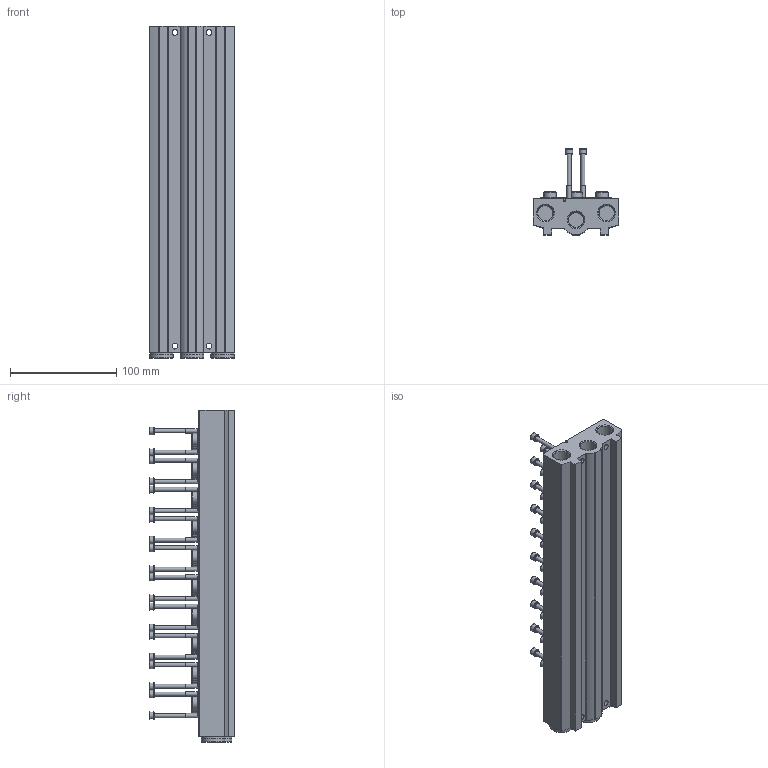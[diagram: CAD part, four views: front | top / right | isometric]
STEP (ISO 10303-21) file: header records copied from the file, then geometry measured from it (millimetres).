
FILE_DESCRIPTION(/* description */ ('STEP AP214'),/* implementation_level */ '2;1');
FILE_NAME(/* name */ '8026269_VABM-B10-25S-G38-10',/* time_stamp */ '2024-09-15T22:24:28+02:00',/* author */ ('License CC BY-ND 4.0'),/* organization */ ('CADENAS'),/* preprocessor_version */ 'ST-DEVELOPER v19.3',/* originating_system */ 'PARTsolutions',/* authorisation */ ' ');
FILE_SCHEMA (('AUTOMOTIVE_DESIGN {1 0 10303 214 3 1 1}'));
Length unit declared in the file: millimetre
Products named in the file (5): 8026269 VABM-B10-25S-G38-10; 8026269 VABM-B10-25S-G38-10---(M); 1657071 VUVS-G14-3---(S); 2833735 F-M4x50-10.9; 3570 B-3/8---(Plug)
Assembly tree (34 placements, depth 2):
  8026269 VABM-B10-25S-G38-10
    8026269 VABM-B10-25S-G38-10---(M)
    1657071 VUVS-G14-3---(S)  x10
    2833735 F-M4x50-10.9  x20
    3570 B-3/8---(Plug)  x3
Bounding box: 80.5 x 80.8 x 312.2 mm (x, y, z)
Volume: 613142.3 mm3; surface area: 185477.4 mm2
Topology: 34 solids, 34 shells, 1648 faces, 3992 edges, 2541 vertices
Faces by surface type: plane 742, cylinder 510, cone 313, torus 83
Full cylindrical faces by diameter (mm): 3.242 x21, 3.5 x1, 3.9 x20, 4 x20, 5.5 x4, 7 x50, 8.6 x30, 11.6 x30, 14.3 x3, 14.6 x30, 14.95 x6, 16.662 x3, 19.8 x3, 22 x6
Entity records: 10520 total; most frequent: CARTESIAN_POINT 2208, DIRECTION 1758, ORIENTED_EDGE 1362, AXIS2_PLACEMENT_3D 727, EDGE_CURVE 681, FACE_BOUND 647, EDGE_LOOP 625, VERTEX_POINT 540
